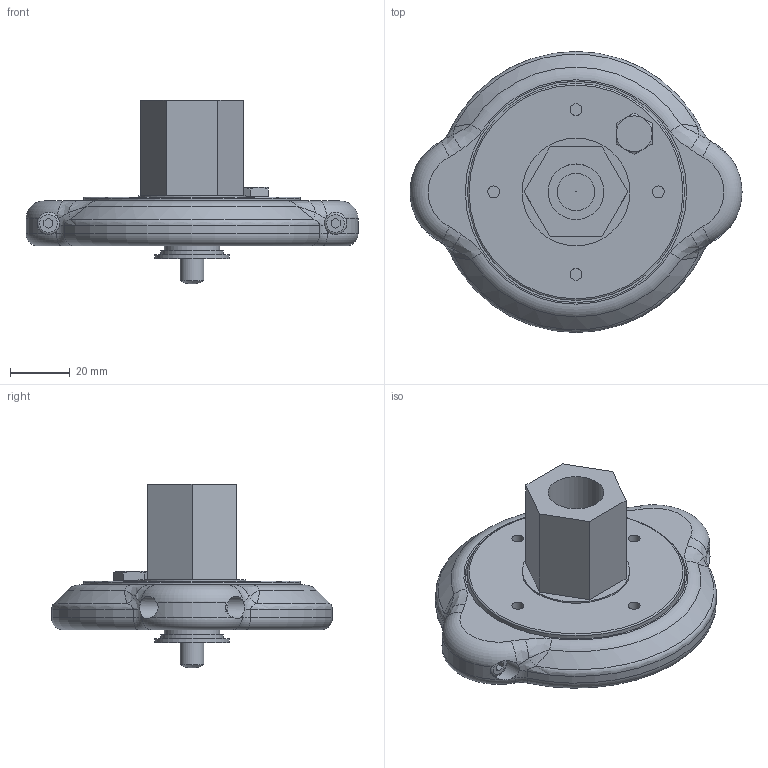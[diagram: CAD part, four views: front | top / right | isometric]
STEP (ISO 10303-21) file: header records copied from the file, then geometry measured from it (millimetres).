
FILE_DESCRIPTION( ( '' ), '1' );
FILE_NAME( '0106509.stp', '2003-11-17T09:13:26', ( 'Andreas Norlén' ), ( 'PIAB AB' ), 'XStep 1.0', 'Solid Edge V14', ' ' );
FILE_SCHEMA( ( 'CONFIG_CONTROL_DESIGN' ) );
Length unit declared in the file: millimetre
Products named in the file (1): 0103016
Bounding box: 111 x 94 x 61.5 mm (x, y, z)
Volume: 118859.2 mm3; surface area: 27929.1 mm2
Topology: 1 solids, 1 shells, 130 faces, 285 edges, 179 vertices
Faces by surface type: plane 52, cylinder 36, torus 17, bspline 17, cone 8
Full cylindrical faces by diameter (mm): 0.003 x1, 4 x4, 4.1 x2, 7.5 x4, 8.003 x1, 11 x1, 12.503 x1, 18.634 x2, 20.958 x1, 25.003 x1, 28 x1, 36 x1, 41 x1, 70 x1, 72.5 x1, 74 x1
Entity records: 5516 total; most frequent: CARTESIAN_POINT 2854, DIRECTION 528, ORIENTED_EDGE 502, EDGE_CURVE 251, AXIS2_PLACEMENT_3D 227, EDGE_LOOP 182, VERTEX_POINT 173, FACE_OUTER_BOUND 158
